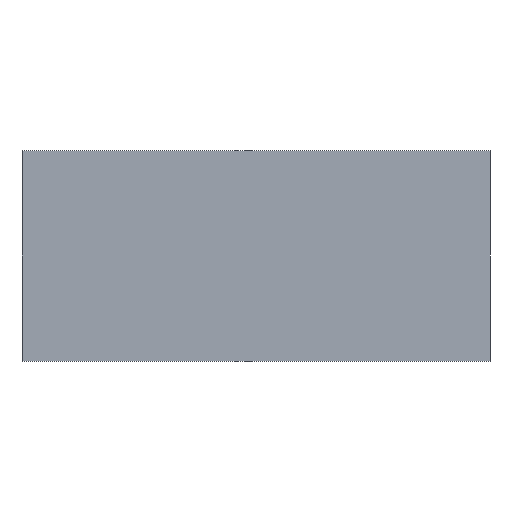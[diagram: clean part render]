
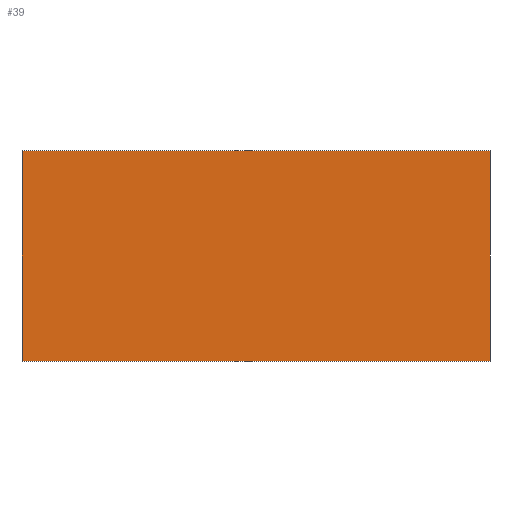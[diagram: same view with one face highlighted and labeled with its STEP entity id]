
A CAD part, front view. The second image highlights one B-rep face of the part: STEP entity #39.
In plain terms, the highlighted planar face has unit normal (0, -1, 0).
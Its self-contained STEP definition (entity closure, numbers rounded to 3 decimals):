
#39=ADVANCED_FACE('',(#51),#45,.T.);
#45=PLANE('',#132);
#51=FACE_OUTER_BOUND('',#57,.T.);
#57=EDGE_LOOP('',(#78,#79,#80,#81));
#78=ORIENTED_EDGE('',*,*,#101,.T.);
#79=ORIENTED_EDGE('',*,*,#99,.T.);
#80=ORIENTED_EDGE('',*,*,#97,.T.);
#81=ORIENTED_EDGE('',*,*,#95,.T.);
#86=VERTEX_POINT('',#170);
#87=VERTEX_POINT('',#172);
#88=VERTEX_POINT('',#176);
#89=VERTEX_POINT('',#180);
#95=EDGE_CURVE('',#87,#86,#107,.T.);
#97=EDGE_CURVE('',#88,#87,#109,.T.);
#99=EDGE_CURVE('',#89,#88,#111,.T.);
#101=EDGE_CURVE('',#86,#89,#113,.T.);
#107=LINE('',#171,#119);
#109=LINE('',#175,#121);
#111=LINE('',#179,#123);
#113=LINE('',#183,#125);
#119=VECTOR('',#142,1.);
#121=VECTOR('',#146,1.);
#123=VECTOR('',#150,1.);
#125=VECTOR('',#154,1.);
#132=AXIS2_PLACEMENT_3D('',#185,#157,#158);
#142=DIRECTION('',(-1.,0.,0.));
#146=DIRECTION('',(0.,0.,1.));
#150=DIRECTION('',(1.,0.,0.));
#154=DIRECTION('',(0.,0.,-1.));
#157=DIRECTION('',(0.,-1.,0.));
#158=DIRECTION('',(0.,0.,1.));
#170=CARTESIAN_POINT('',(-54.1,10.02,-15.45));
#171=CARTESIAN_POINT('',(-48.1,10.02,-15.45));
#172=CARTESIAN_POINT('',(-48.1,10.02,-15.45));
#175=CARTESIAN_POINT('',(-48.1,10.02,-18.15));
#176=CARTESIAN_POINT('',(-48.1,10.02,-18.15));
#179=CARTESIAN_POINT('',(-54.1,10.02,-18.15));
#180=CARTESIAN_POINT('',(-54.1,10.02,-18.15));
#183=CARTESIAN_POINT('',(-54.1,10.02,-15.45));
#185=CARTESIAN_POINT('',(0.,10.02,0.));
